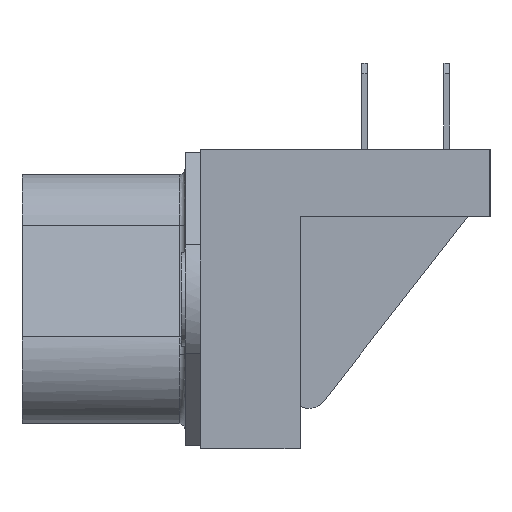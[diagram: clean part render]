
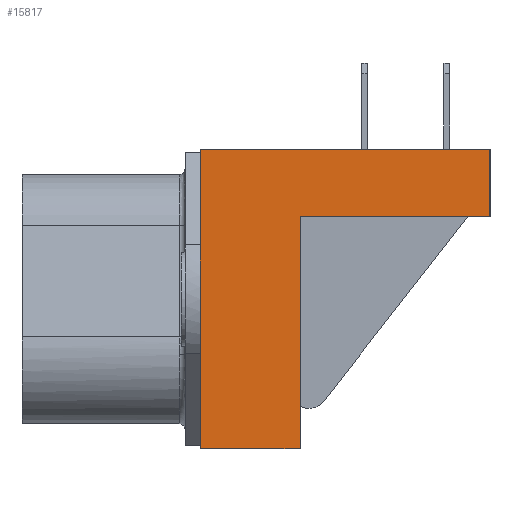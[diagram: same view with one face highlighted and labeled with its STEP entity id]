
A CAD part, left-side view. The second image highlights one B-rep face of the part: STEP entity #15817.
In plain terms, the highlighted planar face has unit normal (-1, 0, 0).
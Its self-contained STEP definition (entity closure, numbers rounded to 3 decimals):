
#186 = EDGE_LOOP ( 'NONE', ( #25211, #29927, #97028, #71972, #73778, #80620, #9471 ) ) ;
#5343 = DIRECTION ( 'NONE',  ( 0., -1., 0. ) ) ;
#5815 = CARTESIAN_POINT ( 'NONE',  ( -27.35, -15.35, 7.8 ) ) ;
#7597 = VERTEX_POINT ( 'NONE', #49020 ) ;
#9471 = ORIENTED_EDGE ( 'NONE', *, *, #89111, .F. ) ;
#9746 = CARTESIAN_POINT ( 'NONE',  ( -27.35, -0.25, 7.8 ) ) ;
#10974 = VERTEX_POINT ( 'NONE', #40979 ) ;
#12908 = CARTESIAN_POINT ( 'NONE',  ( -27.35, -15.35, 4.3 ) ) ;
#15817 = ADVANCED_FACE ( 'NONE', ( #89975 ), #74864, .T. ) ;
#19264 = VERTEX_POINT ( 'NONE', #37355 ) ;
#19852 = DIRECTION ( 'NONE',  ( 0., 1., 0. ) ) ;
#21591 = CARTESIAN_POINT ( 'NONE',  ( -27.35, -5.45, -7.8 ) ) ;
#22118 = VERTEX_POINT ( 'NONE', #34156 ) ;
#22573 = DIRECTION ( 'NONE',  ( 0., 0., -1. ) ) ;
#22941 = LINE ( 'NONE', #62172, #37548 ) ;
#24383 = VERTEX_POINT ( 'NONE', #21591 ) ;
#25211 = ORIENTED_EDGE ( 'NONE', *, *, #52901, .T. ) ;
#25215 = AXIS2_PLACEMENT_3D ( 'NONE', #5815, #66258, #67242 ) ;
#25670 = CARTESIAN_POINT ( 'NONE',  ( -27.35, -15.35, 7.8 ) ) ;
#29927 = ORIENTED_EDGE ( 'NONE', *, *, #31798, .T. ) ;
#31798 = EDGE_CURVE ( 'NONE', #88576, #19264, #75498, .T. ) ;
#34156 = CARTESIAN_POINT ( 'NONE',  ( -27.35, -15.35, 4.3 ) ) ;
#37355 = CARTESIAN_POINT ( 'NONE',  ( -27.35, -0.25, 0. ) ) ;
#37440 = LINE ( 'NONE', #90885, #60446 ) ;
#37548 = VECTOR ( 'NONE', #74993, 1000. ) ;
#39248 = VECTOR ( 'NONE', #5343, 1000. ) ;
#40979 = CARTESIAN_POINT ( 'NONE',  ( -27.35, -0.25, -7.8 ) ) ;
#41517 = EDGE_CURVE ( 'NONE', #7597, #22118, #51151, .T. ) ;
#43427 = CARTESIAN_POINT ( 'NONE',  ( -27.35, -0.25, 7.8 ) ) ;
#49020 = CARTESIAN_POINT ( 'NONE',  ( -27.35, -5.45, 4.3 ) ) ;
#49966 = DIRECTION ( 'NONE',  ( 0., 0., -1. ) ) ;
#51151 = LINE ( 'NONE', #12908, #90228 ) ;
#52557 = CARTESIAN_POINT ( 'NONE',  ( -27.35, -0.25, 7.8 ) ) ;
#52901 = EDGE_CURVE ( 'NONE', #97898, #88576, #81815, .T. ) ;
#53048 = DIRECTION ( 'NONE',  ( 0., 0., -1. ) ) ;
#56273 = EDGE_CURVE ( 'NONE', #19264, #10974, #78780, .T. ) ;
#58445 = EDGE_CURVE ( 'NONE', #10974, #24383, #74381, .T. ) ;
#60446 = VECTOR ( 'NONE', #53048, 1000. ) ;
#62172 = CARTESIAN_POINT ( 'NONE',  ( -27.35, -5.45, 7.8 ) ) ;
#66258 = DIRECTION ( 'NONE',  ( -1., 0., 0. ) ) ;
#67242 = DIRECTION ( 'NONE',  ( 0., 0., 1. ) ) ;
#67792 = CARTESIAN_POINT ( 'NONE',  ( -27.35, -15.35, -7.8 ) ) ;
#69661 = EDGE_CURVE ( 'NONE', #24383, #7597, #22941, .T. ) ;
#71900 = DIRECTION ( 'NONE',  ( 0., -1., 0. ) ) ;
#71972 = ORIENTED_EDGE ( 'NONE', *, *, #58445, .T. ) ;
#73778 = ORIENTED_EDGE ( 'NONE', *, *, #69661, .T. ) ;
#74381 = LINE ( 'NONE', #67792, #39248 ) ;
#74864 = PLANE ( 'NONE',  #25215 ) ;
#74993 = DIRECTION ( 'NONE',  ( 0., 0., 1. ) ) ;
#75498 = LINE ( 'NONE', #83522, #96588 ) ;
#78780 = LINE ( 'NONE', #9746, #91732 ) ;
#80620 = ORIENTED_EDGE ( 'NONE', *, *, #41517, .T. ) ;
#81815 = LINE ( 'NONE', #52557, #83017 ) ;
#83017 = VECTOR ( 'NONE', #19852, 1000. ) ;
#83522 = CARTESIAN_POINT ( 'NONE',  ( -27.35, -0.25, 7.8 ) ) ;
#88576 = VERTEX_POINT ( 'NONE', #43427 ) ;
#89111 = EDGE_CURVE ( 'NONE', #97898, #22118, #37440, .T. ) ;
#89975 = FACE_OUTER_BOUND ( 'NONE', #186, .T. ) ;
#90228 = VECTOR ( 'NONE', #71900, 1000. ) ;
#90885 = CARTESIAN_POINT ( 'NONE',  ( -27.35, -15.35, 7.8 ) ) ;
#91732 = VECTOR ( 'NONE', #49966, 1000. ) ;
#96588 = VECTOR ( 'NONE', #22573, 1000. ) ;
#97028 = ORIENTED_EDGE ( 'NONE', *, *, #56273, .T. ) ;
#97898 = VERTEX_POINT ( 'NONE', #25670 ) ;
